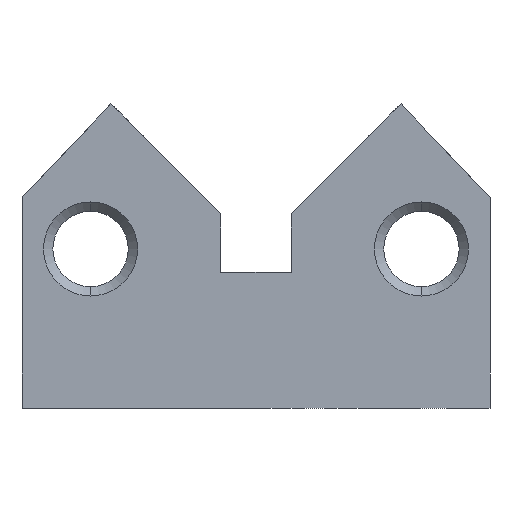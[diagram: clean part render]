
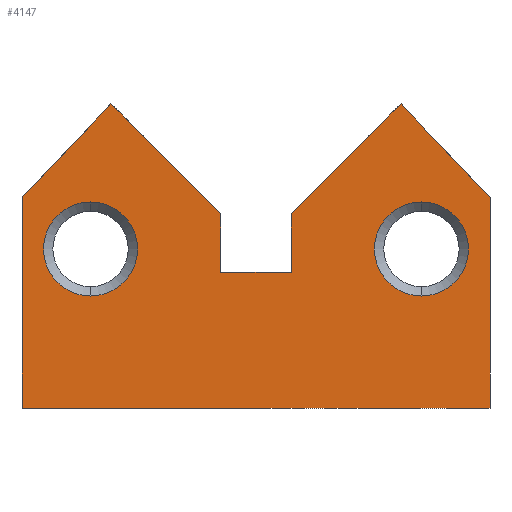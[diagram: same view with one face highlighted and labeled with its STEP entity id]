
A CAD part, front view. The second image highlights one B-rep face of the part: STEP entity #4147.
In plain terms, the highlighted planar face has unit normal (0, -1, 0).
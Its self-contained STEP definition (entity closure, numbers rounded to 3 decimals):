
#24 = VECTOR ( 'NONE', #1974, 1000. ) ;
#78 = CARTESIAN_POINT ( 'NONE',  ( -31., -50., 65. ) ) ;
#90 = CARTESIAN_POINT ( 'NONE',  ( -7.5, -50., 29. ) ) ;
#92 = VECTOR ( 'NONE', #4514, 1000. ) ;
#162 = FACE_BOUND ( 'NONE', #811, .T. ) ;
#216 = VECTOR ( 'NONE', #1606, 1000. ) ;
#237 = ORIENTED_EDGE ( 'NONE', *, *, #3903, .F. ) ;
#272 = VERTEX_POINT ( 'NONE', #4126 ) ;
#329 = CIRCLE ( 'NONE', #495, 10.05 ) ;
#357 = EDGE_CURVE ( 'NONE', #3404, #2229, #2400, .T. ) ;
#495 = AXIS2_PLACEMENT_3D ( 'NONE', #3214, #936, #3596 ) ;
#528 = VECTOR ( 'NONE', #2506, 1000. ) ;
#607 = CARTESIAN_POINT ( 'NONE',  ( -31., -50., 65. ) ) ;
#683 = ORIENTED_EDGE ( 'NONE', *, *, #4096, .F. ) ;
#759 = CARTESIAN_POINT ( 'NONE',  ( -7.5, -50., 29. ) ) ;
#811 = EDGE_LOOP ( 'NONE', ( #3303, #1533 ) ) ;
#936 = DIRECTION ( 'NONE',  ( 0., 1., 0. ) ) ;
#1002 = FACE_BOUND ( 'NONE', #1649, .T. ) ;
#1087 = ORIENTED_EDGE ( 'NONE', *, *, #4354, .T. ) ;
#1088 = DIRECTION ( 'NONE',  ( 1., 0., 0. ) ) ;
#1109 = ORIENTED_EDGE ( 'NONE', *, *, #1364, .T. ) ;
#1124 = LINE ( 'NONE', #3271, #528 ) ;
#1131 = CARTESIAN_POINT ( 'NONE',  ( 31., -50., 65. ) ) ;
#1175 = ORIENTED_EDGE ( 'NONE', *, *, #4040, .F. ) ;
#1226 = CARTESIAN_POINT ( 'NONE',  ( -35.355, -50., 34. ) ) ;
#1309 = AXIS2_PLACEMENT_3D ( 'NONE', #1226, #3860, #1611 ) ;
#1338 = VERTEX_POINT ( 'NONE', #2653 ) ;
#1364 = EDGE_CURVE ( 'NONE', #1338, #2605, #2952, .T. ) ;
#1417 = CARTESIAN_POINT ( 'NONE',  ( -50., -50., 0. ) ) ;
#1426 = AXIS2_PLACEMENT_3D ( 'NONE', #2969, #4049, #1842 ) ;
#1486 = CARTESIAN_POINT ( 'NONE',  ( 50., -50., 45. ) ) ;
#1518 = EDGE_CURVE ( 'NONE', #3955, #3031, #3304, .T. ) ;
#1533 = ORIENTED_EDGE ( 'NONE', *, *, #3803, .T. ) ;
#1545 = CARTESIAN_POINT ( 'NONE',  ( 35.355, -50., 34. ) ) ;
#1553 = VERTEX_POINT ( 'NONE', #607 ) ;
#1572 = CARTESIAN_POINT ( 'NONE',  ( -7.5, -50., 29. ) ) ;
#1606 = DIRECTION ( 'NONE',  ( 0., 0., -1. ) ) ;
#1611 = DIRECTION ( 'NONE',  ( 0., 0., 1. ) ) ;
#1649 = EDGE_LOOP ( 'NONE', ( #1109, #3424 ) ) ;
#1662 = LINE ( 'NONE', #3856, #216 ) ;
#1715 = CARTESIAN_POINT ( 'NONE',  ( 50., -50., 0. ) ) ;
#1812 = VECTOR ( 'NONE', #2068, 1000. ) ;
#1842 = DIRECTION ( 'NONE',  ( 0., 0., 1. ) ) ;
#1920 = DIRECTION ( 'NONE',  ( 0., 0., 1. ) ) ;
#1960 = ORIENTED_EDGE ( 'NONE', *, *, #3776, .F. ) ;
#1974 = DIRECTION ( 'NONE',  ( 0.707, 0., -0.707 ) ) ;
#2005 = CARTESIAN_POINT ( 'NONE',  ( -35.355, -50., 34. ) ) ;
#2006 = LINE ( 'NONE', #2164, #3333 ) ;
#2068 = DIRECTION ( 'NONE',  ( 0.689, 0., 0.725 ) ) ;
#2131 = CARTESIAN_POINT ( 'NONE',  ( -35.355, -50., 23.95 ) ) ;
#2164 = CARTESIAN_POINT ( 'NONE',  ( 50., -50., 0. ) ) ;
#2166 = CIRCLE ( 'NONE', #2887, 10.05 ) ;
#2229 = VERTEX_POINT ( 'NONE', #2267 ) ;
#2267 = CARTESIAN_POINT ( 'NONE',  ( -35.355, -50., 44.05 ) ) ;
#2323 = ORIENTED_EDGE ( 'NONE', *, *, #4221, .F. ) ;
#2373 = ORIENTED_EDGE ( 'NONE', *, *, #4172, .T. ) ;
#2384 = VERTEX_POINT ( 'NONE', #4252 ) ;
#2391 = DIRECTION ( 'NONE',  ( 0., 0., 1. ) ) ;
#2400 = CIRCLE ( 'NONE', #1309, 10.05 ) ;
#2478 = LINE ( 'NONE', #1486, #3510 ) ;
#2506 = DIRECTION ( 'NONE',  ( 0., 0., 1. ) ) ;
#2544 = DIRECTION ( 'NONE',  ( 0., 0., -1. ) ) ;
#2605 = VERTEX_POINT ( 'NONE', #4183 ) ;
#2653 = CARTESIAN_POINT ( 'NONE',  ( 35.355, -50., 23.95 ) ) ;
#2697 = DIRECTION ( 'NONE',  ( -1., 0., 0. ) ) ;
#2740 = VERTEX_POINT ( 'NONE', #1715 ) ;
#2827 = ORIENTED_EDGE ( 'NONE', *, *, #1518, .F. ) ;
#2846 = VECTOR ( 'NONE', #1088, 1000. ) ;
#2887 = AXIS2_PLACEMENT_3D ( 'NONE', #2005, #4509, #2391 ) ;
#2952 = CIRCLE ( 'NONE', #4436, 10.05 ) ;
#2969 = CARTESIAN_POINT ( 'NONE',  ( -41., -50., 14. ) ) ;
#2970 = EDGE_LOOP ( 'NONE', ( #4216, #4067, #1960, #237, #1175, #2373, #683, #2323, #2827, #1087 ) ) ;
#2985 = CARTESIAN_POINT ( 'NONE',  ( -41., -50., 0. ) ) ;
#3031 = VERTEX_POINT ( 'NONE', #1131 ) ;
#3096 = VERTEX_POINT ( 'NONE', #4449 ) ;
#3214 = CARTESIAN_POINT ( 'NONE',  ( 35.355, -50., 34. ) ) ;
#3215 = VERTEX_POINT ( 'NONE', #90 ) ;
#3241 = VERTEX_POINT ( 'NONE', #4202 ) ;
#3271 = CARTESIAN_POINT ( 'NONE',  ( -50., -50., 0. ) ) ;
#3303 = ORIENTED_EDGE ( 'NONE', *, *, #357, .T. ) ;
#3304 = LINE ( 'NONE', #3523, #92 ) ;
#3333 = VECTOR ( 'NONE', #2544, 1000. ) ;
#3404 = VERTEX_POINT ( 'NONE', #2131 ) ;
#3420 = DIRECTION ( 'NONE',  ( 0., 0., 1. ) ) ;
#3424 = ORIENTED_EDGE ( 'NONE', *, *, #3877, .T. ) ;
#3495 = VERTEX_POINT ( 'NONE', #1417 ) ;
#3510 = VECTOR ( 'NONE', #4698, 1000. ) ;
#3523 = CARTESIAN_POINT ( 'NONE',  ( 31., -50., 65. ) ) ;
#3595 = VECTOR ( 'NONE', #3420, 1000. ) ;
#3596 = DIRECTION ( 'NONE',  ( 0., 0., 1. ) ) ;
#3623 = EDGE_CURVE ( 'NONE', #3215, #3096, #4512, .T. ) ;
#3716 = EDGE_CURVE ( 'NONE', #272, #3215, #3772, .T. ) ;
#3732 = PLANE ( 'NONE',  #1426 ) ;
#3772 = LINE ( 'NONE', #1572, #4251 ) ;
#3776 = EDGE_CURVE ( 'NONE', #1553, #3096, #3859, .T. ) ;
#3803 = EDGE_CURVE ( 'NONE', #2229, #3404, #2166, .T. ) ;
#3845 = LINE ( 'NONE', #2985, #2846 ) ;
#3856 = CARTESIAN_POINT ( 'NONE',  ( 7.5, -50., 29. ) ) ;
#3859 = LINE ( 'NONE', #78, #24 ) ;
#3860 = DIRECTION ( 'NONE',  ( 0., 1., 0. ) ) ;
#3877 = EDGE_CURVE ( 'NONE', #2605, #1338, #329, .T. ) ;
#3903 = EDGE_CURVE ( 'NONE', #3241, #1553, #4307, .T. ) ;
#3916 = CARTESIAN_POINT ( 'NONE',  ( -50., -50., 45. ) ) ;
#3936 = FACE_OUTER_BOUND ( 'NONE', #2970, .T. ) ;
#3955 = VERTEX_POINT ( 'NONE', #4551 ) ;
#4040 = EDGE_CURVE ( 'NONE', #3495, #3241, #1124, .T. ) ;
#4049 = DIRECTION ( 'NONE',  ( 0., 1., 0. ) ) ;
#4067 = ORIENTED_EDGE ( 'NONE', *, *, #3623, .T. ) ;
#4096 = EDGE_CURVE ( 'NONE', #2384, #2740, #2006, .T. ) ;
#4126 = CARTESIAN_POINT ( 'NONE',  ( 7.5, -50., 29. ) ) ;
#4128 = DIRECTION ( 'NONE',  ( 0., 1., 0. ) ) ;
#4147 = ADVANCED_FACE ( 'NONE', ( #1002, #162, #3936 ), #3732, .F. ) ;
#4172 = EDGE_CURVE ( 'NONE', #3495, #2740, #3845, .T. ) ;
#4183 = CARTESIAN_POINT ( 'NONE',  ( 35.355, -50., 44.05 ) ) ;
#4202 = CARTESIAN_POINT ( 'NONE',  ( -50., -50., 45. ) ) ;
#4216 = ORIENTED_EDGE ( 'NONE', *, *, #3716, .T. ) ;
#4221 = EDGE_CURVE ( 'NONE', #3031, #2384, #2478, .T. ) ;
#4251 = VECTOR ( 'NONE', #2697, 1000. ) ;
#4252 = CARTESIAN_POINT ( 'NONE',  ( 50., -50., 45. ) ) ;
#4307 = LINE ( 'NONE', #3916, #1812 ) ;
#4354 = EDGE_CURVE ( 'NONE', #3955, #272, #1662, .T. ) ;
#4436 = AXIS2_PLACEMENT_3D ( 'NONE', #1545, #4128, #1920 ) ;
#4449 = CARTESIAN_POINT ( 'NONE',  ( -7.5, -50., 41.5 ) ) ;
#4509 = DIRECTION ( 'NONE',  ( 0., 1., 0. ) ) ;
#4512 = LINE ( 'NONE', #759, #3595 ) ;
#4514 = DIRECTION ( 'NONE',  ( 0.707, 0., 0.707 ) ) ;
#4551 = CARTESIAN_POINT ( 'NONE',  ( 7.5, -50., 41.5 ) ) ;
#4698 = DIRECTION ( 'NONE',  ( 0.689, 0., -0.725 ) ) ;
